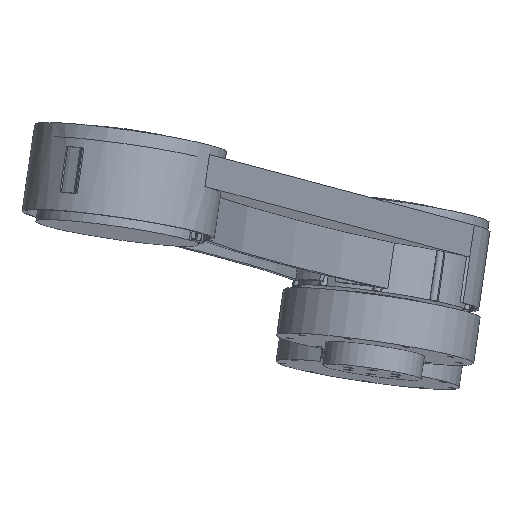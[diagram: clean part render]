
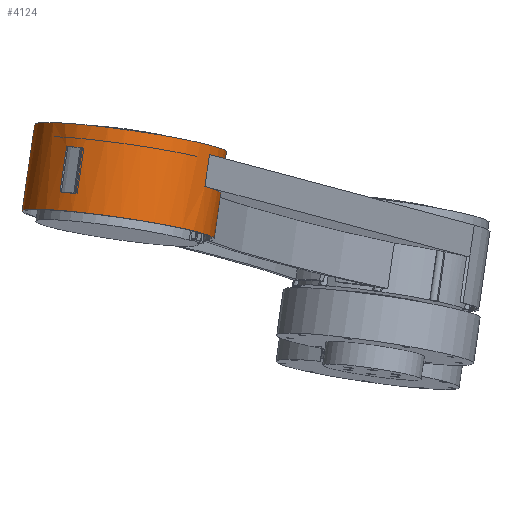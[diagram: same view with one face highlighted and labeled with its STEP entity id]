
A CAD part, top view. The second image highlights one B-rep face of the part: STEP entity #4124.
In plain terms, the highlighted cylindrical face has radius 42 mm (diameter 84 mm), a full revolution.
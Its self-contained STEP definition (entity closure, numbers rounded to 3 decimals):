
#185=FACE_BOUND('',#783,.T.);
#498=FACE_OUTER_BOUND('',#782,.T.);
#782=EDGE_LOOP('',(#3449,#3450,#3451,#3452,#3453,#3454,#3455,#3456,#3457,
#3458,#3459,#3460));
#783=EDGE_LOOP('',(#3461,#3462,#3463,#3464));
#1039=LINE('',#6649,#1297);
#1043=LINE('',#6662,#1301);
#1085=LINE('',#6943,#1343);
#1088=LINE('',#6976,#1346);
#1091=LINE('',#6994,#1349);
#1105=LINE('',#7072,#1363);
#1106=LINE('',#7074,#1364);
#1297=VECTOR('',#5382,10.);
#1301=VECTOR('',#5396,10.);
#1343=VECTOR('',#5574,10.);
#1346=VECTOR('',#5585,10.);
#1349=VECTOR('',#5598,10.);
#1363=VECTOR('',#5694,10.);
#1364=VECTOR('',#5697,42.);
#1591=CIRCLE('',#4542,42.);
#1594=CIRCLE('',#4547,42.);
#1631=CIRCLE('',#4603,42.);
#1638=CIRCLE('',#4620,42.);
#1639=CIRCLE('',#4624,42.);
#1658=CIRCLE('',#4658,42.);
#1659=CIRCLE('',#4659,42.);
#1662=CIRCLE('',#4665,42.);
#1918=VERTEX_POINT('',#6642);
#1919=VERTEX_POINT('',#6644);
#1920=VERTEX_POINT('',#6648);
#1924=VERTEX_POINT('',#6658);
#1975=VERTEX_POINT('',#6814);
#1976=VERTEX_POINT('',#6819);
#1989=VERTEX_POINT('',#6942);
#1992=VERTEX_POINT('',#6960);
#1993=VERTEX_POINT('',#6971);
#1996=VERTEX_POINT('',#6989);
#1997=VERTEX_POINT('',#6993);
#2016=VERTEX_POINT('',#7054);
#2017=VERTEX_POINT('',#7057);
#2020=VERTEX_POINT('',#7068);
#2369=EDGE_CURVE('',#1918,#1919,#1591,.T.);
#2371=EDGE_CURVE('',#1919,#1920,#1039,.T.);
#2376=EDGE_CURVE('',#1920,#1924,#1594,.T.);
#2378=EDGE_CURVE('',#1924,#1918,#1043,.T.);
#2451=EDGE_CURVE('',#1976,#1975,#1631,.T.);
#2473=EDGE_CURVE('',#1976,#1989,#1085,.T.);
#2479=EDGE_CURVE('',#1989,#1992,#1638,.T.);
#2481=EDGE_CURVE('',#1975,#1993,#1088,.T.);
#2486=EDGE_CURVE('',#1996,#1993,#1639,.T.);
#2487=EDGE_CURVE('',#1997,#1992,#1091,.T.);
#2517=EDGE_CURVE('',#2017,#1997,#1658,.T.);
#2518=EDGE_CURVE('',#2016,#2017,#1659,.T.);
#2522=EDGE_CURVE('',#2020,#2020,#1662,.T.);
#2524=EDGE_CURVE('',#2016,#1996,#1105,.T.);
#2525=EDGE_CURVE('',#2017,#2020,#1106,.T.);
#3449=ORIENTED_EDGE('',*,*,#2518,.T.);
#3450=ORIENTED_EDGE('',*,*,#2525,.T.);
#3451=ORIENTED_EDGE('',*,*,#2522,.T.);
#3452=ORIENTED_EDGE('',*,*,#2525,.F.);
#3453=ORIENTED_EDGE('',*,*,#2517,.T.);
#3454=ORIENTED_EDGE('',*,*,#2487,.T.);
#3455=ORIENTED_EDGE('',*,*,#2479,.F.);
#3456=ORIENTED_EDGE('',*,*,#2473,.F.);
#3457=ORIENTED_EDGE('',*,*,#2451,.T.);
#3458=ORIENTED_EDGE('',*,*,#2481,.T.);
#3459=ORIENTED_EDGE('',*,*,#2486,.F.);
#3460=ORIENTED_EDGE('',*,*,#2524,.F.);
#3461=ORIENTED_EDGE('',*,*,#2376,.F.);
#3462=ORIENTED_EDGE('',*,*,#2371,.F.);
#3463=ORIENTED_EDGE('',*,*,#2369,.F.);
#3464=ORIENTED_EDGE('',*,*,#2378,.F.);
#3935=CYLINDRICAL_SURFACE('',#4667,42.);
#4124=ADVANCED_FACE('',(#498,#185),#3935,.T.);
#4542=AXIS2_PLACEMENT_3D('',#6645,#5377,#5378);
#4547=AXIS2_PLACEMENT_3D('',#6659,#5391,#5392);
#4603=AXIS2_PLACEMENT_3D('',#6820,#5538,#5539);
#4620=AXIS2_PLACEMENT_3D('',#6962,#5583,#5584);
#4624=AXIS2_PLACEMENT_3D('',#6991,#5594,#5595);
#4658=AXIS2_PLACEMENT_3D('',#7058,#5674,#5675);
#4659=AXIS2_PLACEMENT_3D('',#7059,#5676,#5677);
#4665=AXIS2_PLACEMENT_3D('',#7069,#5689,#5690);
#4667=AXIS2_PLACEMENT_3D('',#7073,#5695,#5696);
#5377=DIRECTION('center_axis',(0.,-1.,0.));
#5378=DIRECTION('ref_axis',(-1.,0.,0.));
#5382=DIRECTION('',(0.,-1.,0.));
#5391=DIRECTION('center_axis',(0.,1.,0.));
#5392=DIRECTION('ref_axis',(-1.,0.,0.));
#5396=DIRECTION('',(0.,1.,0.));
#5538=DIRECTION('center_axis',(0.,-1.,0.));
#5539=DIRECTION('ref_axis',(-1.,0.,0.));
#5574=DIRECTION('',(0.,-1.,0.));
#5583=DIRECTION('center_axis',(0.,-1.,0.));
#5584=DIRECTION('ref_axis',(-1.,0.,0.));
#5585=DIRECTION('',(0.,-1.,0.));
#5594=DIRECTION('center_axis',(0.,-1.,0.));
#5595=DIRECTION('ref_axis',(-1.,0.,0.));
#5598=DIRECTION('',(0.,1.,0.));
#5674=DIRECTION('center_axis',(0.,-1.,0.));
#5675=DIRECTION('ref_axis',(1.,0.,0.));
#5676=DIRECTION('center_axis',(0.,-1.,0.));
#5677=DIRECTION('ref_axis',(1.,0.,0.));
#5689=DIRECTION('center_axis',(0.,1.,0.));
#5690=DIRECTION('ref_axis',(1.,0.,0.));
#5694=DIRECTION('',(0.,1.,0.));
#5695=DIRECTION('center_axis',(0.,-1.,0.));
#5696=DIRECTION('ref_axis',(-1.,0.,0.));
#5697=DIRECTION('',(0.,-1.,0.));
#6642=CARTESIAN_POINT('',(-41.792,26.,4.171));
#6644=CARTESIAN_POINT('',(-41.792,26.,-4.171));
#6645=CARTESIAN_POINT('Origin',(0.,26.,0.));
#6648=CARTESIAN_POINT('',(-41.792,6.,-4.171));
#6649=CARTESIAN_POINT('',(-41.792,0.,-4.171));
#6658=CARTESIAN_POINT('',(-41.792,6.,4.171));
#6659=CARTESIAN_POINT('Origin',(0.,6.,0.));
#6662=CARTESIAN_POINT('',(-41.792,0.,4.171));
#6814=CARTESIAN_POINT('',(34.532,34.,-23.907));
#6819=CARTESIAN_POINT('',(34.532,34.,23.907));
#6820=CARTESIAN_POINT('Origin',(0.,34.,0.));
#6942=CARTESIAN_POINT('',(34.532,14.,23.907));
#6943=CARTESIAN_POINT('',(34.532,34.,23.907));
#6960=CARTESIAN_POINT('',(0.,14.,42.));
#6962=CARTESIAN_POINT('Origin',(0.,14.,0.));
#6971=CARTESIAN_POINT('',(34.532,14.,-23.907));
#6976=CARTESIAN_POINT('',(34.532,34.,-23.907));
#6989=CARTESIAN_POINT('',(0.,14.,-42.));
#6991=CARTESIAN_POINT('Origin',(0.,14.,0.));
#6993=CARTESIAN_POINT('',(0.,0.,42.));
#6994=CARTESIAN_POINT('',(0.,0.,42.));
#7054=CARTESIAN_POINT('',(0.,0.,-42.));
#7057=CARTESIAN_POINT('',(42.,0.,0.));
#7058=CARTESIAN_POINT('Origin',(0.,0.,0.));
#7059=CARTESIAN_POINT('Origin',(0.,0.,0.));
#7068=CARTESIAN_POINT('',(42.,-4.,0.));
#7069=CARTESIAN_POINT('Origin',(0.,-4.,0.));
#7072=CARTESIAN_POINT('',(0.,0.,-42.));
#7073=CARTESIAN_POINT('Origin',(0.,0.,0.));
#7074=CARTESIAN_POINT('',(42.,0.,0.));
